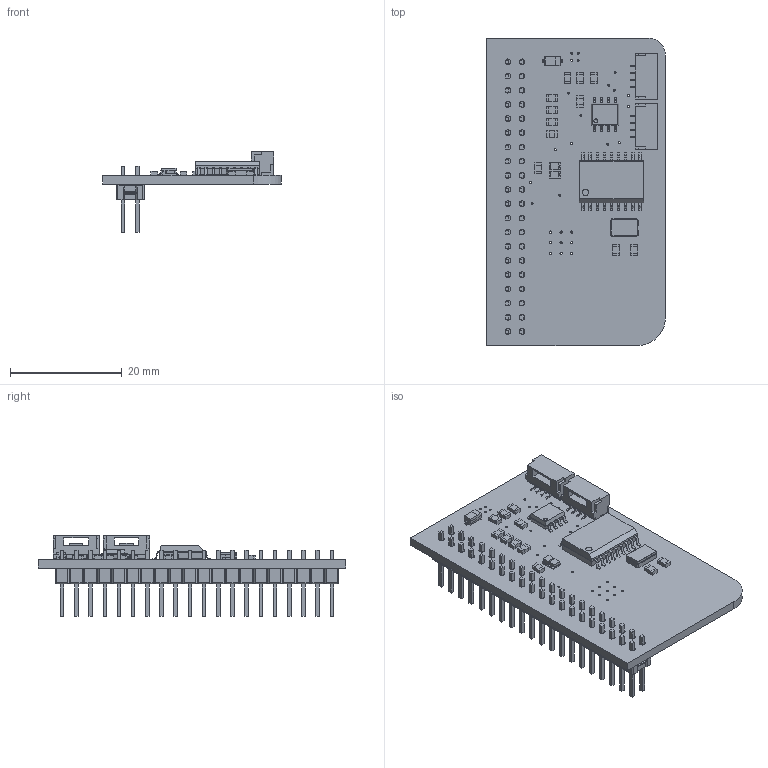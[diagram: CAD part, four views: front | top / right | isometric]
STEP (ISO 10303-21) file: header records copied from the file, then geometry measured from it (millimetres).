
FILE_DESCRIPTION(/* description */ (''),/* implementation_level */ '2;1');
FILE_NAME(/* name */ 'can bus hat v2.step',/* time_stamp */ '2018-09-26T14:19:50-06:00',/* author */ ('Minhdangle7a6 Minhdangle7a6'),/* organization */ (''),/* preprocessor_version */ 'ST-DEVELOPER v17.2',/* originating_system */ 'Autodesk Translation Framework v7.6.0.251',/* authorisation */ '');
FILE_SCHEMA (('AUTOMOTIVE_DESIGN { 1 0 10303 214 3 1 1 }'));
Length unit declared in the file: millimetre
Products named in the file (18): can bus hat; PCB Component; Board; 100nF; SOD-123; RASPBERRYPI-40-PIN-GPIO_PTH_NO_SHROUD; CHIP-LED0805; 1k; MCP2515; User Library-SO-18W__X2_041A043E0440043F04430441_X0_; User Library-SO-18W__X2_041C04350442043A0430_X0_; User Library-SO-18W__X2_041D043E0436043A0430_X0_; NX5032; User Library-ABM3-1_Fillet002; User Library-ABM3-1_Fillet001; User Library-ABM3-1_Pad001; SM04B-GHS-TB; MCP2562-E/SN
Assembly tree (36 placements, depth 4):
  can bus hat
    PCB Component
      Board
      100nF  x8
      SOD-123
      RASPBERRYPI-40-PIN-GPIO_PTH_NO_SHROUD
      CHIP-LED0805  x2
      1k  x3
      MCP2515
        User Library-SO-18W__X2_041A043E0440043F04430441_X0_
        User Library-SO-18W__X2_041C04350442043A0430_X0_
        User Library-SO-18W__X2_041D043E0436043A0430_X0_  x9
      NX5032
        User Library-ABM3-1_Fillet002
        User Library-ABM3-1_Fillet001
        User Library-ABM3-1_Pad001
      SM04B-GHS-TB  x2
      MCP2562-E/SN
Bounding box: 32 x 55 x 14.45 mm (x, y, z)
Volume: 3930.2 mm3; surface area: 6911.5 mm2
Topology: 43 solids, 43 shells, 1562 faces, 4067 edges, 2679 vertices
Faces by surface type: plane 1302, cylinder 255, torus 4, sphere 1
Full cylindrical faces by diameter (mm): 0.35 x18, 0.4 x15, 1.016 x40, 1.14 x2
Entity records: 34491 total; most frequent: CARTESIAN_POINT 5907, ORIENTED_EDGE 5706, DIRECTION 5524, EDGE_CURVE 2853, LINE 2482, VECTOR 2482, VERTEX_POINT 1873, AXIS2_PLACEMENT_3D 1521
